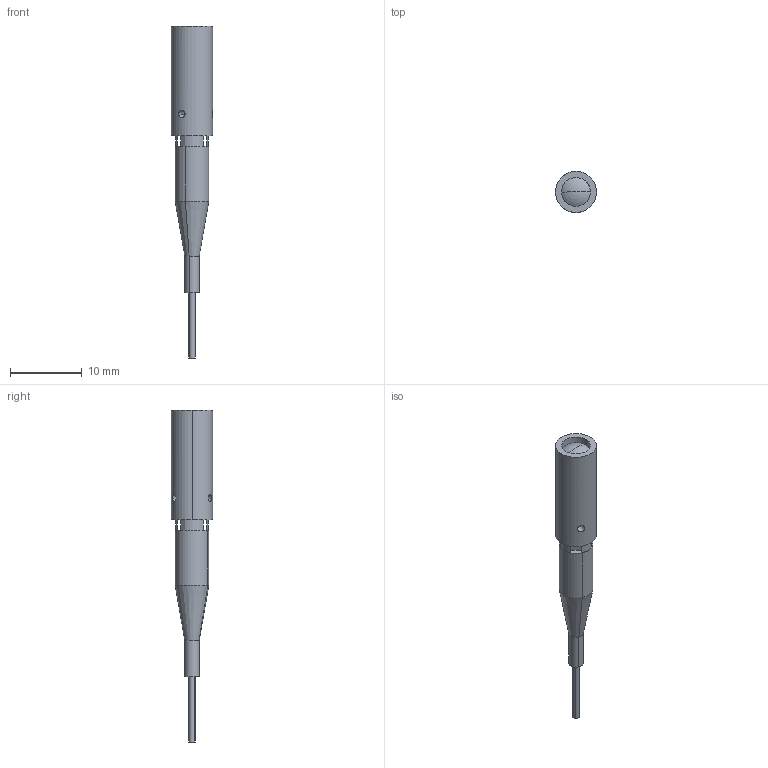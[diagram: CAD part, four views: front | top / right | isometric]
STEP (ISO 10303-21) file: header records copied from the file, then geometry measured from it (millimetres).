
FILE_DESCRIPTION (( 'STEP AP214' ), '1' );
FILE_NAME ('17380-E0W.STEP', '2010-12-17T20:10:29', ( 'Admin' ), ( 'Thorlabs, Inc.' ), 'SwSTEP 2.0', 'SolidWorks 2009', '' );
FILE_SCHEMA (( 'AUTOMOTIVE_DESIGN' ));
Length unit declared in the file: millimetre
Products named in the file (1): 17380-E0W
Bounding box: 5.71 x 5.71 x 46.17 mm (x, y, z)
Surface area: 869.6 mm2 (no closed solid volume)
Topology: 0 solids, 13 shells, 39 faces, 111 edges, 83 vertices
Faces by surface type: cylinder 26, plane 9, torus 2, cone 2
Entity records: 1819 total; most frequent: CARTESIAN_POINT 356, DIRECTION 225, ORIENTED_EDGE 162, EDGE_CURVE 109, AXIS2_PLACEMENT_3D 88, VERTEX_POINT 83, VECTOR 49, LINE 49
